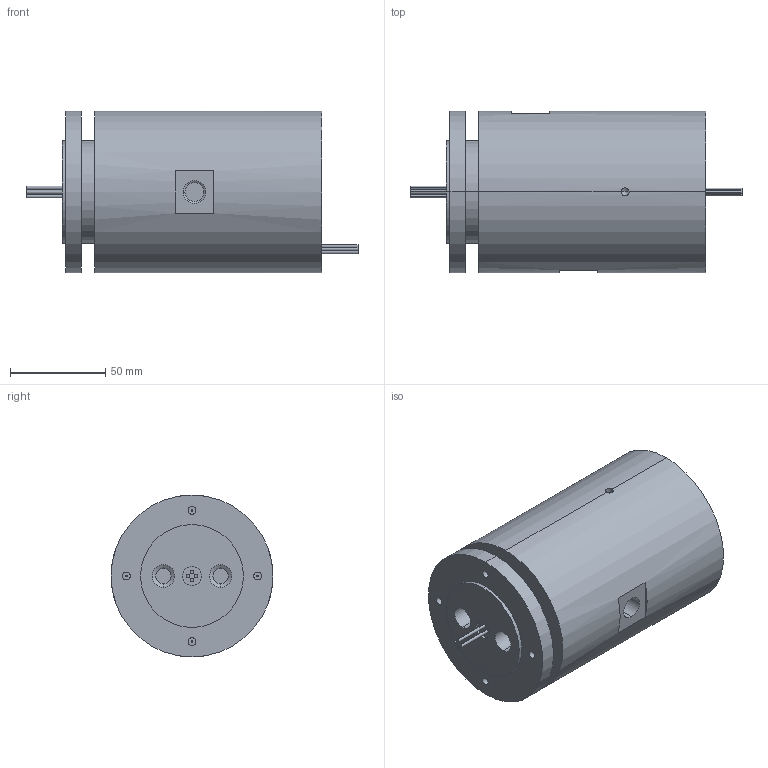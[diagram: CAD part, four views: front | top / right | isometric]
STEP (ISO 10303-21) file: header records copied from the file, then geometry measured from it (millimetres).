
FILE_DESCRIPTION (( 'STEP AP203' ), '1' );
FILE_NAME ('REPH200-03-P0410.STEP', '2020-08-06T03:39:25', ( 'gongcheng1' ), ( '' ), 'SwSTEP 2.0', 'SolidWorks 2014', '' );
FILE_SCHEMA (( 'CONFIG_CONTROL_DESIGN' ));
Length unit declared in the file: millimetre
Products named in the file (1): REPH200-03-P0410
Bounding box: 174.4 x 85 x 85 mm (x, y, z)
Volume: 735369.2 mm3; surface area: 57872.1 mm2
Topology: 1 solids, 1 shells, 109 faces, 242 edges, 144 vertices
Faces by surface type: cylinder 60, plane 25, cone 24
Entity records: 3129 total; most frequent: CARTESIAN_POINT 596, DIRECTION 570, ORIENTED_EDGE 452, AXIS2_PLACEMENT_3D 238, EDGE_CURVE 226, VERTEX_POINT 144, EDGE_LOOP 142, CIRCLE 128
